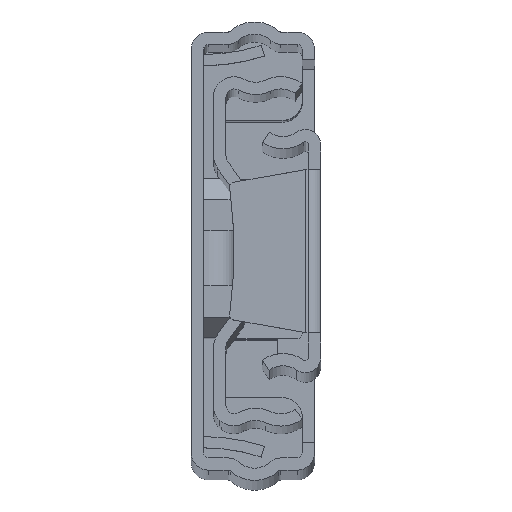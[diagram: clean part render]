
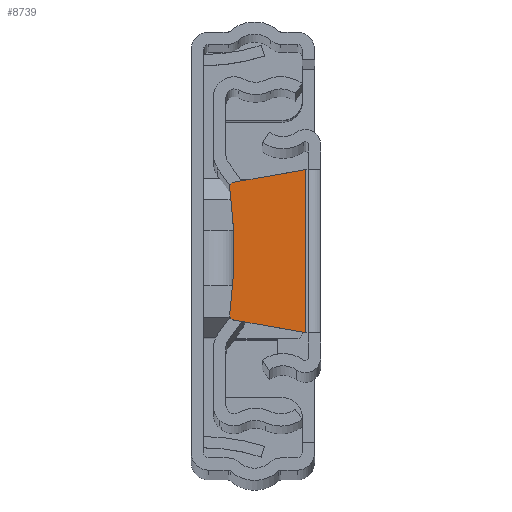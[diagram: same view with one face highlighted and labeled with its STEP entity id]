
A CAD part, top view. The second image highlights one B-rep face of the part: STEP entity #8739.
In plain terms, the highlighted planar face has unit normal (0, 0, 1).
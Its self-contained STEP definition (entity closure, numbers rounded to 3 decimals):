
#530=PLANE('',#9496);
#916=FACE_OUTER_BOUND('',#1433,.T.);
#1433=EDGE_LOOP('',(#7438,#7439,#7440,#7441,#7442,#7443));
#2170=LINE('',#14325,#2971);
#2174=LINE('',#14334,#2975);
#2177=LINE('',#14346,#2978);
#2971=VECTOR('',#11573,7.131);
#2975=VECTOR('',#11579,7.131);
#2978=VECTOR('',#11596,16.);
#3487=CIRCLE('',#9487,0.5);
#3489=CIRCLE('',#9492,0.5);
#3491=CIRCLE('',#9495,44.84);
#4221=VERTEX_POINT('',#14316);
#4222=VERTEX_POINT('',#14318);
#4224=VERTEX_POINT('',#14324);
#4227=VERTEX_POINT('',#14331);
#4228=VERTEX_POINT('',#14333);
#4230=VERTEX_POINT('',#14339);
#5355=EDGE_CURVE('',#4222,#4221,#3487,.T.);
#5358=EDGE_CURVE('',#4224,#4222,#2170,.T.);
#5362=EDGE_CURVE('',#4228,#4227,#2174,.T.);
#5365=EDGE_CURVE('',#4230,#4228,#3489,.T.);
#5368=EDGE_CURVE('',#4221,#4230,#3491,.T.);
#5369=EDGE_CURVE('',#4227,#4224,#2177,.T.);
#7438=ORIENTED_EDGE('',*,*,#5358,.T.);
#7439=ORIENTED_EDGE('',*,*,#5355,.T.);
#7440=ORIENTED_EDGE('',*,*,#5368,.T.);
#7441=ORIENTED_EDGE('',*,*,#5365,.T.);
#7442=ORIENTED_EDGE('',*,*,#5362,.T.);
#7443=ORIENTED_EDGE('',*,*,#5369,.T.);
#8739=ADVANCED_FACE('',(#916),#530,.T.);
#9487=AXIS2_PLACEMENT_3D('',#14319,#11567,#11568);
#9492=AXIS2_PLACEMENT_3D('',#14340,#11585,#11586);
#9495=AXIS2_PLACEMENT_3D('',#14344,#11592,#11593);
#9496=AXIS2_PLACEMENT_3D('',#14345,#11594,#11595);
#11567=DIRECTION('center_axis',(0.,0.,1.));
#11568=DIRECTION('ref_axis',(0.174,-0.985,0.));
#11573=DIRECTION('',(-0.985,-0.174,0.));
#11579=DIRECTION('',(0.985,-0.174,0.));
#11585=DIRECTION('center_axis',(0.,0.,1.));
#11586=DIRECTION('ref_axis',(0.99,-0.138,0.));
#11592=DIRECTION('center_axis',(0.,0.,-1.));
#11593=DIRECTION('ref_axis',(0.99,-0.138,0.));
#11594=DIRECTION('center_axis',(0.,0.,1.));
#11595=DIRECTION('ref_axis',(1.,0.,0.));
#11596=DIRECTION('',(0.,1.,0.));
#14316=CARTESIAN_POINT('',(-4.631,6.2,537.5));
#14318=CARTESIAN_POINT('',(-4.222,6.762,537.5));
#14319=CARTESIAN_POINT('Origin',(-4.136,6.269,537.5));
#14324=CARTESIAN_POINT('',(2.8,8.,537.5));
#14325=CARTESIAN_POINT('',(-1.521,7.238,537.5));
#14331=CARTESIAN_POINT('',(2.8,-8.,537.5));
#14333=CARTESIAN_POINT('',(-4.222,-6.762,537.5));
#14334=CARTESIAN_POINT('',(-5.032,-6.619,537.5));
#14339=CARTESIAN_POINT('',(-4.631,-6.2,537.5));
#14340=CARTESIAN_POINT('Origin',(-4.136,-6.269,537.5));
#14344=CARTESIAN_POINT('Origin',(-49.04,0.,
537.5));
#14345=CARTESIAN_POINT('Origin',(-4.7,0.,537.5));
#14346=CARTESIAN_POINT('',(2.8,0.,537.5));
